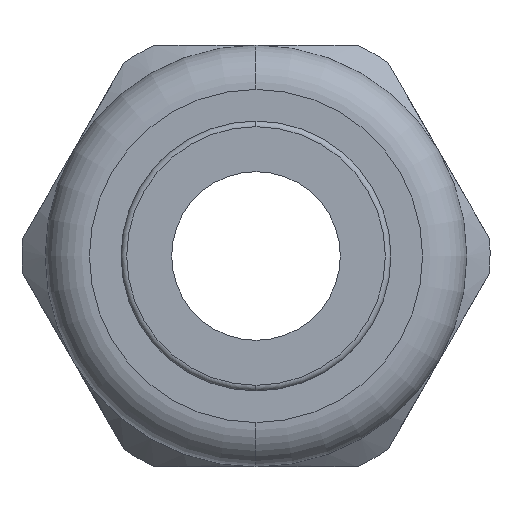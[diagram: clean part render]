
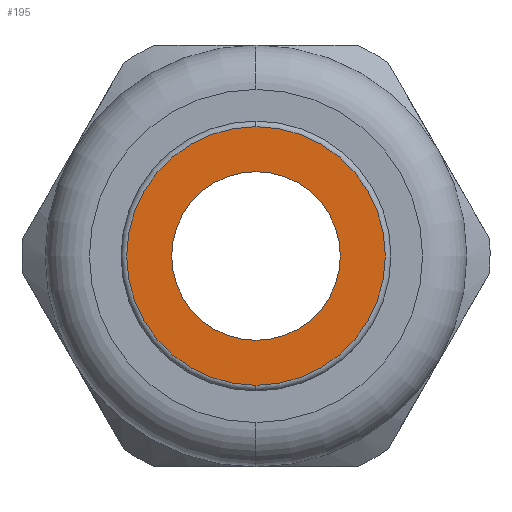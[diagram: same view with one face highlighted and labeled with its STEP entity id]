
A CAD part, left-side view. The second image highlights one B-rep face of the part: STEP entity #195.
In plain terms, the highlighted planar face has unit normal (-1, 0, 0).
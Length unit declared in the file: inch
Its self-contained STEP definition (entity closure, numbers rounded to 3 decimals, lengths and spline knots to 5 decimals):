
#166 = ORIENTED_EDGE ( 'NONE', *, *, #297, .F. ) ;
#185 = ORIENTED_EDGE ( 'NONE', *, *, #205, .F. ) ;
#190 = ORIENTED_EDGE ( 'NONE', *, *, #328, .T. ) ;
#191 = EDGE_LOOP ( 'NONE', ( #166, #185 ) ) ;
#195 = ADVANCED_FACE ( 'NONE', ( #3151, #3150 ), #3158, .T. ) ;
#196 = EDGE_LOOP ( 'NONE', ( #202, #190 ) ) ;
#202 = ORIENTED_EDGE ( 'NONE', *, *, #204, .T. ) ;
#204 = EDGE_CURVE ( 'NONE', #294, #303, #3145, .T. ) ;
#205 = EDGE_CURVE ( 'NONE', #309, #326, #3172, .T. ) ;
#294 = VERTEX_POINT ( 'NONE', #3126 ) ;
#297 = EDGE_CURVE ( 'NONE', #326, #309, #3120, .T. ) ;
#303 = VERTEX_POINT ( 'NONE', #2999 ) ;
#309 = VERTEX_POINT ( 'NONE', #2395 ) ;
#326 = VERTEX_POINT ( 'NONE', #2424 ) ;
#328 = EDGE_CURVE ( 'NONE', #303, #294, #2423, .T. ) ;
#2395 = CARTESIAN_POINT ( 'NONE',  ( -1.11, 0., 0.23 ) ) ;
#2419 = DIRECTION ( 'NONE',  ( 0., 0., -1. ) ) ;
#2420 = DIRECTION ( 'NONE',  ( 1., 0., 0. ) ) ;
#2421 = CARTESIAN_POINT ( 'NONE',  ( -1.11, 0., 0. ) ) ;
#2422 = AXIS2_PLACEMENT_3D ( 'NONE', #2421, #2420, #2419 ) ;
#2423 = CIRCLE ( 'NONE', #2422, 0.15 ) ;
#2424 = CARTESIAN_POINT ( 'NONE',  ( -1.11, 0., -0.23 ) ) ;
#2999 = CARTESIAN_POINT ( 'NONE',  ( -1.11, 0., 0.15 ) ) ;
#3114 = AXIS2_PLACEMENT_3D ( 'NONE', #3127, #3116, #3121 ) ;
#3116 = DIRECTION ( 'NONE',  ( 1., 0., 0. ) ) ;
#3120 = CIRCLE ( 'NONE', #3114, 0.23 ) ;
#3121 = DIRECTION ( 'NONE',  ( 0., 0., -1. ) ) ;
#3126 = CARTESIAN_POINT ( 'NONE',  ( -1.11, 0., -0.15 ) ) ;
#3127 = CARTESIAN_POINT ( 'NONE',  ( -1.11, 0., 0. ) ) ;
#3132 = DIRECTION ( 'NONE',  ( 1., 0., 0. ) ) ;
#3133 = CARTESIAN_POINT ( 'NONE',  ( -1.11, 0., 0. ) ) ;
#3134 = DIRECTION ( 'NONE',  ( 0., 0., -1. ) ) ;
#3136 = AXIS2_PLACEMENT_3D ( 'NONE', #3133, #3132, #3134 ) ;
#3143 = CARTESIAN_POINT ( 'NONE',  ( -1.11, 0., 0. ) ) ;
#3144 = AXIS2_PLACEMENT_3D ( 'NONE', #3143, #3155, #3154 ) ;
#3145 = CIRCLE ( 'NONE', #3144, 0.15 ) ;
#3150 = FACE_OUTER_BOUND ( 'NONE', #191, .T. ) ;
#3151 = FACE_BOUND ( 'NONE', #196, .T. ) ;
#3154 = DIRECTION ( 'NONE',  ( 0., 0., -1. ) ) ;
#3155 = DIRECTION ( 'NONE',  ( 1., 0., 0. ) ) ;
#3158 = PLANE ( 'NONE',  #3165 ) ;
#3162 = DIRECTION ( 'NONE',  ( 0., 0., 1. ) ) ;
#3163 = DIRECTION ( 'NONE',  ( -1., 0., 0. ) ) ;
#3164 = CARTESIAN_POINT ( 'NONE',  ( -1.11, 0.23, 0. ) ) ;
#3165 = AXIS2_PLACEMENT_3D ( 'NONE', #3164, #3163, #3162 ) ;
#3172 = CIRCLE ( 'NONE', #3136, 0.23 ) ;
